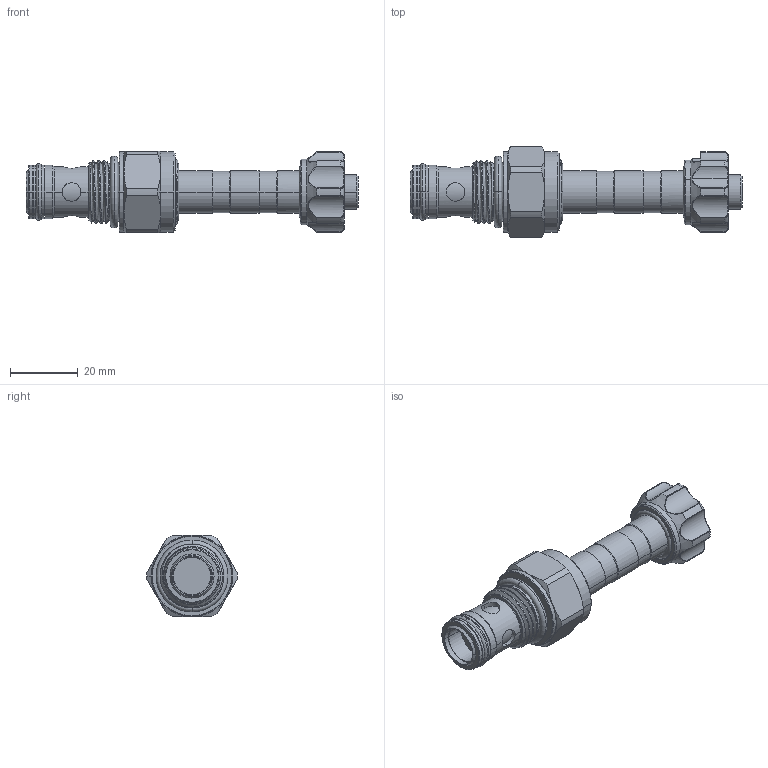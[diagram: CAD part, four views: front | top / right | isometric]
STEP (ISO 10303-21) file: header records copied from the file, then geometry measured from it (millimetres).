
FILE_DESCRIPTION (( 'STEP AP203' ), '1' );
FILE_NAME ('EP19E2A31M05.STEP', '2020-07-24T06:18:40', ( '' ), ( '' ), 'SwSTEP 2.0', 'SolidWorks 2018', '' );
FILE_SCHEMA (( 'CONFIG_CONTROL_DESIGN' ));
Length unit declared in the file: millimetre
Products named in the file (1): EP19E2A31M05
Bounding box: 97.95 x 26.7 x 24 mm (x, y, z)
Volume: 22367.5 mm3; surface area: 9101.4 mm2
Topology: 6 solids, 6 shells, 282 faces, 661 edges, 400 vertices
Faces by surface type: cylinder 119, cone 51, torus 45, bspline 37, plane 30
Entity records: 15550 total; most frequent: CARTESIAN_POINT 9320, ORIENTED_EDGE 1318, DIRECTION 1269, EDGE_CURVE 659, AXIS2_PLACEMENT_3D 555, VERTEX_POINT 400, CIRCLE 309, EDGE_LOOP 305
